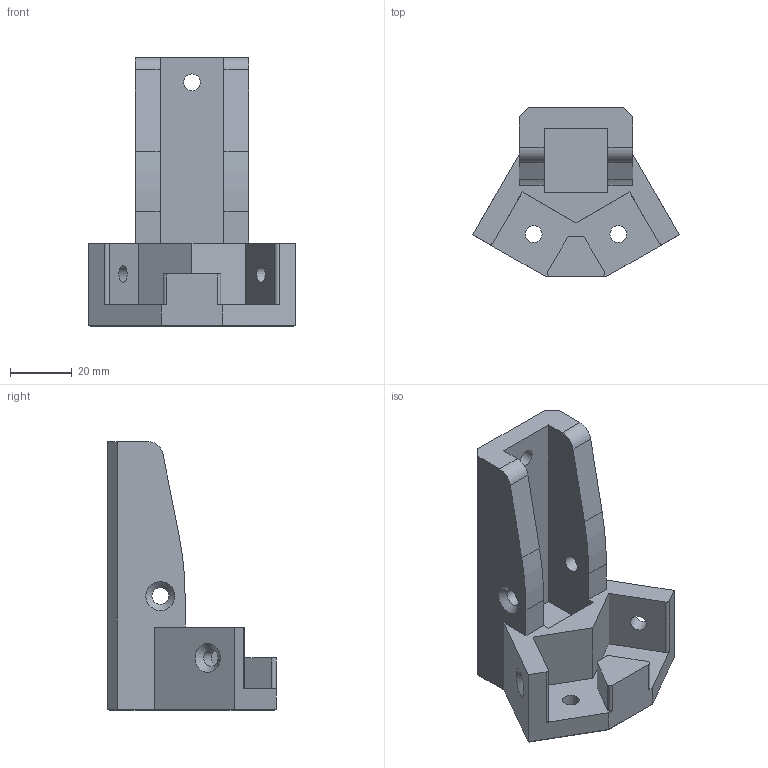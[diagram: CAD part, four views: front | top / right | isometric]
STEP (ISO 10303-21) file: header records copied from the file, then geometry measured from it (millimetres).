
FILE_DESCRIPTION(('FreeCAD Model'),'2;1');
FILE_NAME('Open CASCADE Shape Model','2025-08-22T22:23:03',(''),(''), 'Open CASCADE STEP processor 7.7','FreeCAD','Unknown');
FILE_SCHEMA(('AUTOMOTIVE_DESIGN { 1 0 10303 214 1 1 1 1 }'));
Length unit declared in the file: millimetre
Products named in the file (1): CoinLong
Bounding box: 66.77 x 54.48 x 87 mm (x, y, z)
Volume: 72482 mm3; surface area: 20980.6 mm2
Topology: 1 solids, 1 shells, 67 faces, 176 edges, 111 vertices
Faces by surface type: plane 41, cylinder 17, cone 9
Full cylindrical faces by diameter (mm): 5.4 x7
Entity records: 2091 total; most frequent: CARTESIAN_POINT 355, DIRECTION 355, ORIENTED_EDGE 352, EDGE_CURVE 176, LINE 133, VECTOR 133, AXIS2_PLACEMENT_3D 111, VERTEX_POINT 111
